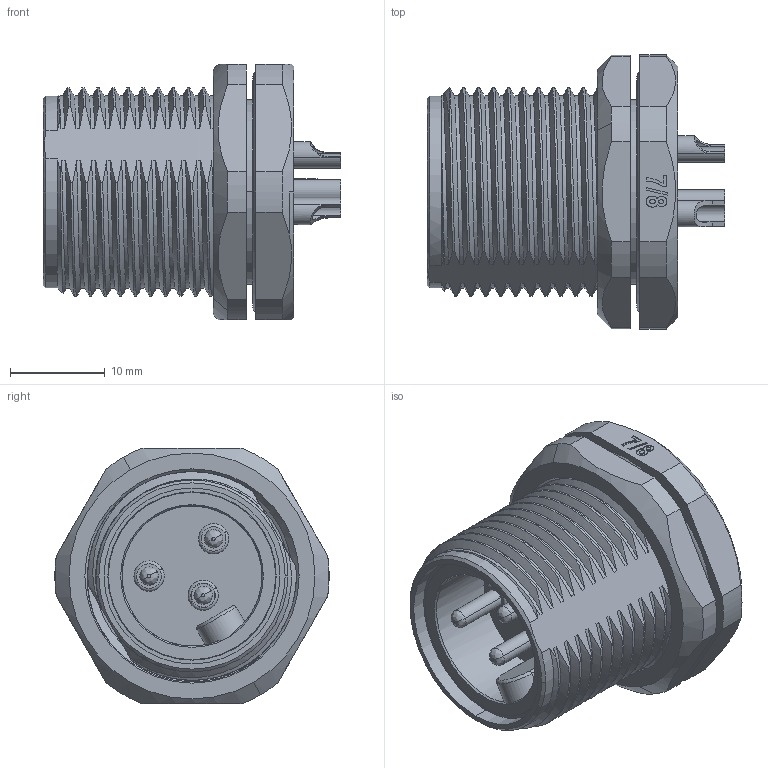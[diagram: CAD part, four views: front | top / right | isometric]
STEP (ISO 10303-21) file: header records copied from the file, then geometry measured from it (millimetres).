
FILE_DESCRIPTION((''),'2;1');
FILE_NAME('7_8-M03-BKR-7_8','2024-03-20T',('13288'),(''),'PRO/ENGINEER BY PARAMETRIC TECHNOLOGY CORPORATION, 2012480','PRO/ENGINEER BY PARAMETRIC TECHNOLOGY CORPORATION, 2012480','');
FILE_SCHEMA(('CONFIG_CONTROL_DESIGN'));
Length unit declared in the file: millimetre
Products named in the file (1): 7_8-M03-BKR-7_8
Bounding box: 31.5 x 29 x 27 mm (x, y, z)
Volume: 4.5 mm3; surface area: 6769.5 mm2
Topology: 1 solids, 2 shells, 324 faces, 966 edges, 649 vertices
Faces by surface type: cylinder 120, bspline 74, plane 63, extrusion 35, cone 21, torus 11
Entity records: 16848 total; most frequent: CARTESIAN_POINT 9097, ORIENTED_EDGE 1896, DIRECTION 1148, EDGE_CURVE 948, VERTEX_POINT 644, B_SPLINE_CURVE_WITH_KNOTS 493, AXIS2_PLACEMENT_3D 408, EDGE_LOOP 352
